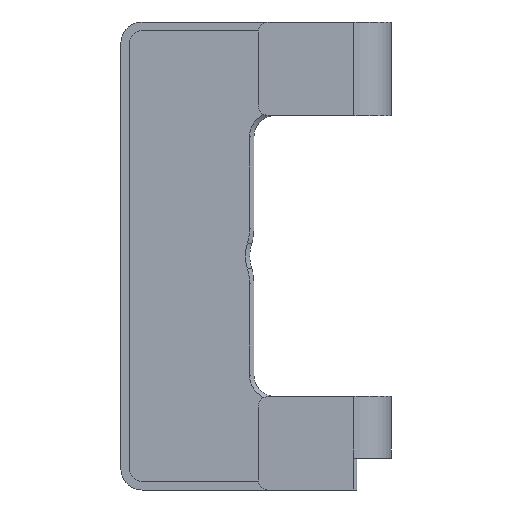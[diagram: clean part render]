
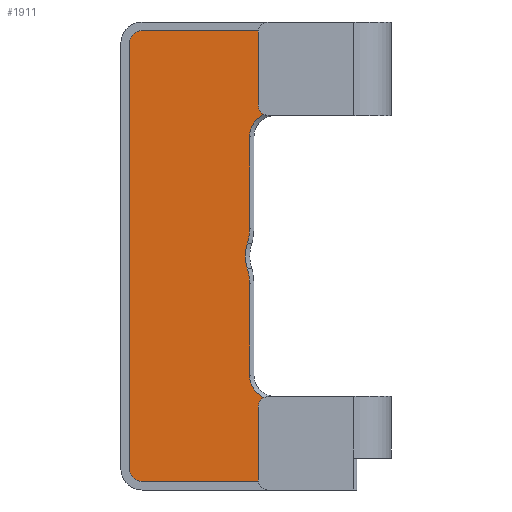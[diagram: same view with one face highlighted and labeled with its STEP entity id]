
A CAD part, left-side view. The second image highlights one B-rep face of the part: STEP entity #1911.
In plain terms, the highlighted planar face has unit normal (-1, 0, 0).
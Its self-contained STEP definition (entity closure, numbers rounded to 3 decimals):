
#82=PLANE('',#2055);
#157=FACE_OUTER_BOUND('',#263,.T.);
#263=EDGE_LOOP('',(#1382,#1383,#1384,#1385,#1386,#1387,#1388,#1389,#1390,
#1391,#1392,#1393,#1394,#1395,#1396,#1397,#1398,#1399));
#365=LINE('',#2798,#572);
#371=LINE('',#2822,#578);
#390=LINE('',#2890,#597);
#391=LINE('',#2894,#598);
#392=LINE('',#2898,#599);
#393=LINE('',#2902,#600);
#394=LINE('',#2906,#601);
#572=VECTOR('',#2218,10.);
#578=VECTOR('',#2244,10.);
#597=VECTOR('',#2297,10.);
#598=VECTOR('',#2300,10.);
#599=VECTOR('',#2303,10.);
#600=VECTOR('',#2306,10.);
#601=VECTOR('',#2309,10.);
#777=CIRCLE('',#2028,2.4);
#778=CIRCLE('',#2031,4.6);
#780=CIRCLE('',#2034,4.1);
#782=CIRCLE('',#2037,4.6);
#784=CIRCLE('',#2041,2.4);
#791=CIRCLE('',#2056,1.);
#792=CIRCLE('',#2057,1.);
#793=CIRCLE('',#2058,1.19);
#794=CIRCLE('',#2059,1.19);
#795=CIRCLE('',#2060,1.);
#796=CIRCLE('',#2061,1.);
#852=VERTEX_POINT('',#2781);
#853=VERTEX_POINT('',#2783);
#855=VERTEX_POINT('',#2796);
#857=VERTEX_POINT('',#2801);
#859=VERTEX_POINT('',#2807);
#861=VERTEX_POINT('',#2813);
#863=VERTEX_POINT('',#2820);
#864=VERTEX_POINT('',#2824);
#883=VERTEX_POINT('',#2887);
#884=VERTEX_POINT('',#2889);
#885=VERTEX_POINT('',#2891);
#886=VERTEX_POINT('',#2893);
#887=VERTEX_POINT('',#2895);
#888=VERTEX_POINT('',#2897);
#889=VERTEX_POINT('',#2899);
#890=VERTEX_POINT('',#2901);
#891=VERTEX_POINT('',#2903);
#892=VERTEX_POINT('',#2905);
#1035=EDGE_CURVE('',#852,#853,#777,.T.);
#1039=EDGE_CURVE('',#855,#852,#365,.T.);
#1041=EDGE_CURVE('',#857,#855,#778,.T.);
#1044=EDGE_CURVE('',#859,#857,#780,.T.);
#1047=EDGE_CURVE('',#861,#859,#782,.T.);
#1051=EDGE_CURVE('',#863,#861,#371,.T.);
#1053=EDGE_CURVE('',#864,#863,#784,.T.);
#1079=EDGE_CURVE('',#883,#864,#791,.F.);
#1080=EDGE_CURVE('',#883,#884,#390,.F.);
#1081=EDGE_CURVE('',#885,#884,#792,.F.);
#1082=EDGE_CURVE('',#885,#886,#391,.T.);
#1083=EDGE_CURVE('',#886,#887,#793,.T.);
#1084=EDGE_CURVE('',#888,#887,#392,.T.);
#1085=EDGE_CURVE('',#888,#889,#794,.T.);
#1086=EDGE_CURVE('',#889,#890,#393,.T.);
#1087=EDGE_CURVE('',#891,#890,#795,.F.);
#1088=EDGE_CURVE('',#891,#892,#394,.F.);
#1089=EDGE_CURVE('',#853,#892,#796,.F.);
#1382=ORIENTED_EDGE('',*,*,#1053,.F.);
#1383=ORIENTED_EDGE('',*,*,#1079,.F.);
#1384=ORIENTED_EDGE('',*,*,#1080,.T.);
#1385=ORIENTED_EDGE('',*,*,#1081,.F.);
#1386=ORIENTED_EDGE('',*,*,#1082,.T.);
#1387=ORIENTED_EDGE('',*,*,#1083,.T.);
#1388=ORIENTED_EDGE('',*,*,#1084,.F.);
#1389=ORIENTED_EDGE('',*,*,#1085,.T.);
#1390=ORIENTED_EDGE('',*,*,#1086,.T.);
#1391=ORIENTED_EDGE('',*,*,#1087,.F.);
#1392=ORIENTED_EDGE('',*,*,#1088,.T.);
#1393=ORIENTED_EDGE('',*,*,#1089,.F.);
#1394=ORIENTED_EDGE('',*,*,#1035,.F.);
#1395=ORIENTED_EDGE('',*,*,#1039,.F.);
#1396=ORIENTED_EDGE('',*,*,#1041,.F.);
#1397=ORIENTED_EDGE('',*,*,#1044,.F.);
#1398=ORIENTED_EDGE('',*,*,#1047,.F.);
#1399=ORIENTED_EDGE('',*,*,#1051,.F.);
#1911=ADVANCED_FACE('',(#157),#82,.F.);
#2028=AXIS2_PLACEMENT_3D('',#2784,#2212,#2213);
#2031=AXIS2_PLACEMENT_3D('',#2803,#2222,#2223);
#2034=AXIS2_PLACEMENT_3D('',#2809,#2229,#2230);
#2037=AXIS2_PLACEMENT_3D('',#2815,#2236,#2237);
#2041=AXIS2_PLACEMENT_3D('',#2834,#2247,#2248);
#2055=AXIS2_PLACEMENT_3D('',#2886,#2293,#2294);
#2056=AXIS2_PLACEMENT_3D('',#2888,#2295,#2296);
#2057=AXIS2_PLACEMENT_3D('',#2892,#2298,#2299);
#2058=AXIS2_PLACEMENT_3D('',#2896,#2301,#2302);
#2059=AXIS2_PLACEMENT_3D('',#2900,#2304,#2305);
#2060=AXIS2_PLACEMENT_3D('',#2904,#2307,#2308);
#2061=AXIS2_PLACEMENT_3D('',#2907,#2310,#2311);
#2212=DIRECTION('center_axis',(-1.,0.,0.));
#2213=DIRECTION('ref_axis',(0.,0.707,-0.707));
#2218=DIRECTION('',(0.,0.,-1.));
#2222=DIRECTION('center_axis',(1.,0.,0.));
#2223=DIRECTION('ref_axis',(0.,-0.988,0.152));
#2229=DIRECTION('center_axis',(-1.,0.,0.));
#2230=DIRECTION('ref_axis',(0.,1.,0.));
#2236=DIRECTION('center_axis',(1.,0.,0.));
#2237=DIRECTION('ref_axis',(0.,-0.988,-0.152));
#2244=DIRECTION('',(0.,0.,-1.));
#2247=DIRECTION('center_axis',(-1.,0.,0.));
#2248=DIRECTION('ref_axis',(0.,0.707,0.707));
#2293=DIRECTION('center_axis',(1.,0.,0.));
#2294=DIRECTION('ref_axis',(0.,1.,0.));
#2295=DIRECTION('center_axis',(1.,0.,0.));
#2296=DIRECTION('ref_axis',(0.,0.707,-0.707));
#2297=DIRECTION('',(0.,0.,-1.));
#2298=DIRECTION('center_axis',(1.,0.,0.));
#2299=DIRECTION('ref_axis',(0.,0.707,0.707));
#2300=DIRECTION('',(0.,1.,0.));
#2301=DIRECTION('center_axis',(-1.,0.,0.));
#2302=DIRECTION('ref_axis',(0.,0.,-1.));
#2303=DIRECTION('',(0.,0.,1.));
#2304=DIRECTION('center_axis',(-1.,0.,0.));
#2305=DIRECTION('ref_axis',(0.,0.,-1.));
#2306=DIRECTION('',(0.,-1.,0.));
#2307=DIRECTION('center_axis',(1.,0.,0.));
#2308=DIRECTION('ref_axis',(0.,0.707,-0.707));
#2309=DIRECTION('',(0.,0.,-1.));
#2310=DIRECTION('center_axis',(1.,0.,0.));
#2311=DIRECTION('ref_axis',(0.,0.707,0.707));
#2781=CARTESIAN_POINT('',(1.8,13.7,8.8));
#2783=CARTESIAN_POINT('',(1.8,12.399,6.667));
#2784=CARTESIAN_POINT('Origin',(1.8,11.3,8.8));
#2796=CARTESIAN_POINT('',(1.8,13.7,17.392));
#2798=CARTESIAN_POINT('',(1.8,13.7,26.5));
#2801=CARTESIAN_POINT('',(1.8,13.911,18.771));
#2803=CARTESIAN_POINT('Origin',(1.8,18.3,17.392));
#2807=CARTESIAN_POINT('',(1.8,13.911,21.229));
#2809=CARTESIAN_POINT('Origin',(1.8,10.,20.));
#2813=CARTESIAN_POINT('',(1.8,13.7,22.608));
#2815=CARTESIAN_POINT('Origin',(1.8,18.3,22.608));
#2820=CARTESIAN_POINT('',(1.8,13.7,31.2));
#2822=CARTESIAN_POINT('',(1.8,13.7,26.5));
#2824=CARTESIAN_POINT('',(1.8,12.399,33.333));
#2834=CARTESIAN_POINT('Origin',(1.8,11.3,31.2));
#2886=CARTESIAN_POINT('Origin',(1.8,13.5,20.));
#2887=CARTESIAN_POINT('',(1.8,12.9,34.2));
#2888=CARTESIAN_POINT('Origin',(1.8,11.9,34.2));
#2889=CARTESIAN_POINT('',(1.8,12.9,41.));
#2890=CARTESIAN_POINT('',(1.8,12.9,30.));
#2891=CARTESIAN_POINT('',(1.8,12.882,41.19));
#2892=CARTESIAN_POINT('Origin',(1.8,11.9,41.));
#2893=CARTESIAN_POINT('',(1.8,23.81,41.19));
#2894=CARTESIAN_POINT('',(1.8,18.655,41.19));
#2895=CARTESIAN_POINT('',(1.8,25.,40.));
#2896=CARTESIAN_POINT('Origin',(1.8,23.81,40.));
#2897=CARTESIAN_POINT('',(1.8,25.,0.));
#2898=CARTESIAN_POINT('',(1.8,25.,0.));
#2899=CARTESIAN_POINT('',(1.8,23.81,-1.19));
#2900=CARTESIAN_POINT('Origin',(1.8,23.81,0.));
#2901=CARTESIAN_POINT('',(1.8,12.882,-1.19));
#2902=CARTESIAN_POINT('',(1.8,13.191,-1.19));
#2903=CARTESIAN_POINT('',(1.8,12.9,-1.));
#2904=CARTESIAN_POINT('Origin',(1.8,11.9,-1.));
#2905=CARTESIAN_POINT('',(1.8,12.9,5.8));
#2906=CARTESIAN_POINT('',(1.8,12.9,13.5));
#2907=CARTESIAN_POINT('Origin',(1.8,11.9,5.8));
